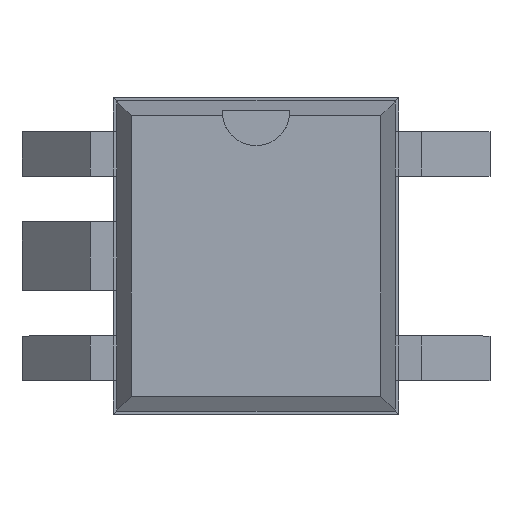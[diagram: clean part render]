
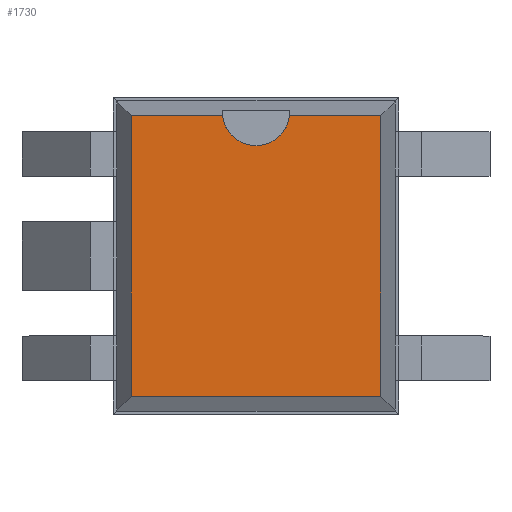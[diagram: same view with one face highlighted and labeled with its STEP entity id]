
A CAD part, top view. The second image highlights one B-rep face of the part: STEP entity #1730.
In plain terms, the highlighted planar face has unit normal (0, 0, 1).
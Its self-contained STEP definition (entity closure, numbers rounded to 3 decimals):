
#27=VECTOR('',#28,1.);
#28=DIRECTION('',(0.,1.,0.));
#34=VECTOR('',#35,1.);
#35=DIRECTION('',(-1.,0.,0.));
#41=VECTOR('',#42,1.);
#42=DIRECTION('',(0.,-1.,0.));
#46=VECTOR('',#47,1.);
#47=DIRECTION('',(1.,0.,0.));
#50=DIRECTION('',(0.,0.,-1.));
#763=DIRECTION('',(0.,0.,-1.));
#1040=VERTEX_POINT('',#1041);
#1041=CARTESIAN_POINT('',(7.856,0.586,3.68));
#1043=ORIENTED_EDGE('',*,*,#1044,.F.);
#1044=EDGE_CURVE('',#1045,#1040,#1047,.T.);
#1045=VERTEX_POINT('',#1046);
#1046=CARTESIAN_POINT('',(7.856,-5.666,3.68));
#1047=LINE('',#1046,#27);
#1302=VERTEX_POINT('',#1303);
#1303=CARTESIAN_POINT('',(2.304,0.586,3.68));
#1305=ORIENTED_EDGE('',*,*,#1306,.F.);
#1306=EDGE_CURVE('',#1307,#1302,#1309,.T.);
#1307=VERTEX_POINT('',#1308);
#1308=CARTESIAN_POINT('',(4.334,0.586,3.68));
#1309=LINE('',#1041,#34);
#1328=VERTEX_POINT('',#1329);
#1329=CARTESIAN_POINT('',(5.826,0.586,3.68));
#1335=ORIENTED_EDGE('',*,*,#1336,.F.);
#1336=EDGE_CURVE('',#1040,#1328,#1309,.T.);
#1353=VERTEX_POINT('',#1354);
#1354=CARTESIAN_POINT('',(2.304,-5.666,3.68));
#1356=ORIENTED_EDGE('',*,*,#1357,.F.);
#1357=EDGE_CURVE('',#1302,#1353,#1358,.T.);
#1358=LINE('',#1303,#41);
#1725=ORIENTED_EDGE('',*,*,#1726,.F.);
#1726=EDGE_CURVE('',#1353,#1045,#1727,.T.);
#1727=LINE('',#1354,#46);
#1730=ADVANCED_FACE('',(#1731),#1742,.F.);
#1731=FACE_BOUND('',#1732,.F.);
#1732=EDGE_LOOP('',(#1043,#1725,#1356,#1305,#1733,#1740,#1335));
#1733=ORIENTED_EDGE('',*,*,#1734,.F.);
#1734=EDGE_CURVE('',#1735,#1307,#1737,.T.);
#1735=VERTEX_POINT('',#1736);
#1736=CARTESIAN_POINT('',(5.08,-0.089,3.68));
#1737=CIRCLE('',#1738,0.75);
#1738=AXIS2_PLACEMENT_3D('',#1739,#763,#42);
#1739=CARTESIAN_POINT('',(5.08,0.661,3.68));
#1740=ORIENTED_EDGE('',*,*,#1741,.F.);
#1741=EDGE_CURVE('',#1328,#1735,#1737,.T.);
#1742=PLANE('',#1743);
#1743=AXIS2_PLACEMENT_3D('',#1046,#50,#1744);
#1744=DIRECTION('',(-0.664,0.748,0.));
